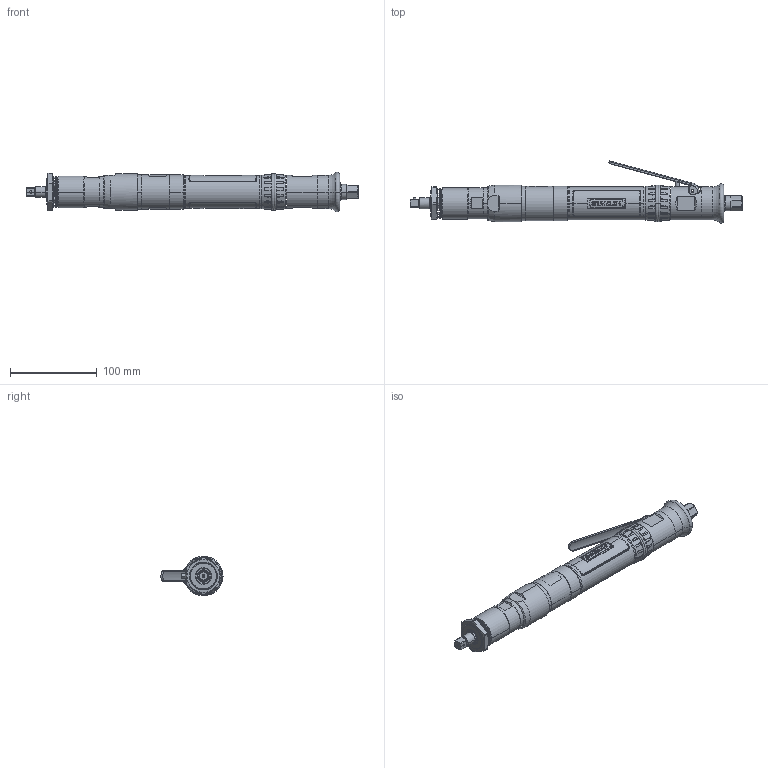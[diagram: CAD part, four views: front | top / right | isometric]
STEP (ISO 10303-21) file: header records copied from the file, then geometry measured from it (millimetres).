
FILE_DESCRIPTION((''),'2;1');
FILE_NAME('AA33LB-54_SW0001','2011-09-13T',('DMG0713'),(''),'PRO/ENGINEER BY PARAMETRIC TECHNOLOGY CORPORATION, 2009460','PRO/ENGINEER BY PARAMETRIC TECHNOLOGY CORPORATION, 2009460','');
FILE_SCHEMA(('CONFIG_CONTROL_DESIGN'));
Products named in the file (1): AA33LB-54_SW0001
Bounding box: 382.96 x 71.69 x 45.42 mm (x, y, z)
Surface area: 110009.9 mm2 (no closed solid volume)
Topology: 0 solids, 160 shells, 655 faces, 3136 edges, 2564 vertices
Faces by surface type: cylinder 312, plane 154, cone 79, bspline 71, torus 33, sphere 6
Entity records: 65448 total; most frequent: CARTESIAN_POINT 42186, DIRECTION 4657, ORIENTED_EDGE 4116, EDGE_CURVE 3130, VERTEX_POINT 2564, AXIS2_PLACEMENT_3D 1846, CIRCLE 1262, VECTOR 965
